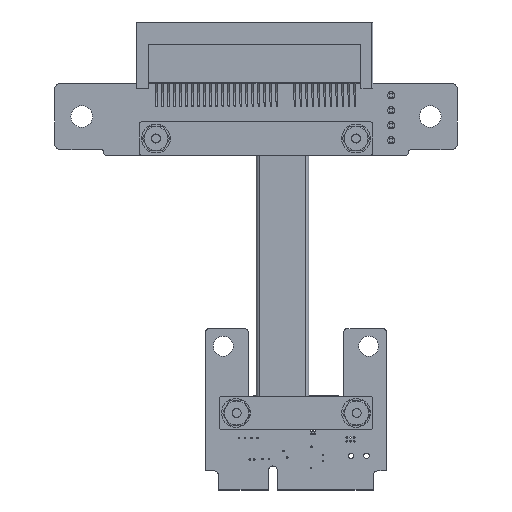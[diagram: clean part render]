
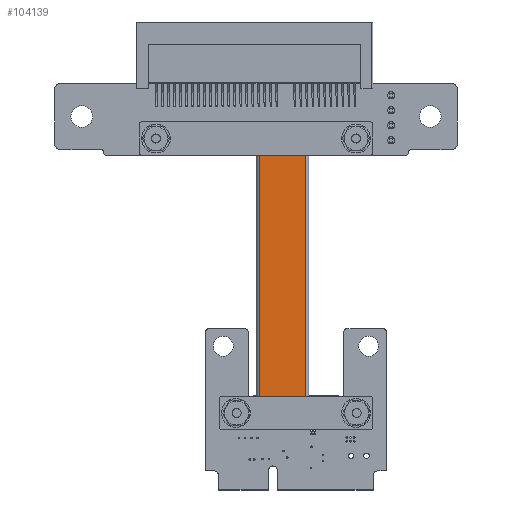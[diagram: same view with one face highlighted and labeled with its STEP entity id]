
A CAD part, top view. The second image highlights one B-rep face of the part: STEP entity #104139.
In plain terms, the highlighted face is planar.
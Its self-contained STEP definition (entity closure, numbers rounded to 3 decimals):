
#103828 = VERTEX_POINT('',#103829);
#103829 = CARTESIAN_POINT('',(-0.001,-0.001,
    43.));
#103836 = EDGE_CURVE('',#103828,#103837,#103839,.T.);
#103837 = VERTEX_POINT('',#103838);
#103838 = CARTESIAN_POINT('',(-7.621,-0.001,43.)
  );
#103839 = LINE('',#103840,#103841);
#103840 = CARTESIAN_POINT('',(-7.621,-0.001,43.)
  );
#103841 = VECTOR('',#103842,1.);
#103842 = DIRECTION('',(-1.,0.,0.));
#103939 = VERTEX_POINT('',#103940);
#103940 = CARTESIAN_POINT('',(-0.001,-0.001,
    0.));
#103956 = VERTEX_POINT('',#103957);
#103957 = CARTESIAN_POINT('',(-7.621,-0.001,
    0.));
#103964 = EDGE_CURVE('',#103939,#103956,#103965,.T.);
#103965 = LINE('',#103966,#103967);
#103966 = CARTESIAN_POINT('',(-7.621,-0.001,
    0.));
#103967 = VECTOR('',#103968,1.);
#103968 = DIRECTION('',(-1.,0.,0.));
#104122 = EDGE_CURVE('',#103828,#103939,#104123,.T.);
#104123 = LINE('',#104124,#104125);
#104124 = CARTESIAN_POINT('',(-0.001,-0.001,
    43.));
#104125 = VECTOR('',#104126,1.);
#104126 = DIRECTION('',(0.,0.,-1.));
#104139 = ADVANCED_FACE('',(#104140),#104151,.F.);
#104140 = FACE_BOUND('',#104141,.T.);
#104141 = EDGE_LOOP('',(#104142,#104143,#104149,#104150));
#104142 = ORIENTED_EDGE('',*,*,#103964,.T.);
#104143 = ORIENTED_EDGE('',*,*,#104144,.F.);
#104144 = EDGE_CURVE('',#103837,#103956,#104145,.T.);
#104145 = LINE('',#104146,#104147);
#104146 = CARTESIAN_POINT('',(-7.621,-0.001,43.)
  );
#104147 = VECTOR('',#104148,1.);
#104148 = DIRECTION('',(0.,0.,-1.));
#104149 = ORIENTED_EDGE('',*,*,#103836,.F.);
#104150 = ORIENTED_EDGE('',*,*,#104122,.T.);
#104151 = PLANE('',#104152);
#104152 = AXIS2_PLACEMENT_3D('',#104153,#104154,#104155);
#104153 = CARTESIAN_POINT('',(-7.621,-0.001,43.)
  );
#104154 = DIRECTION('',(0.,-1.,0.));
#104155 = DIRECTION('',(0.,0.,-1.));
